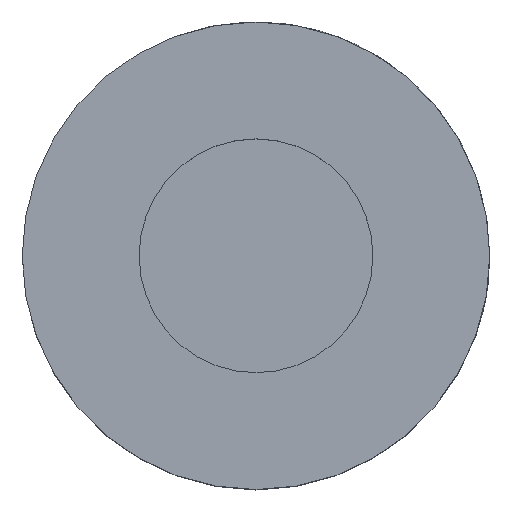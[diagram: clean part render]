
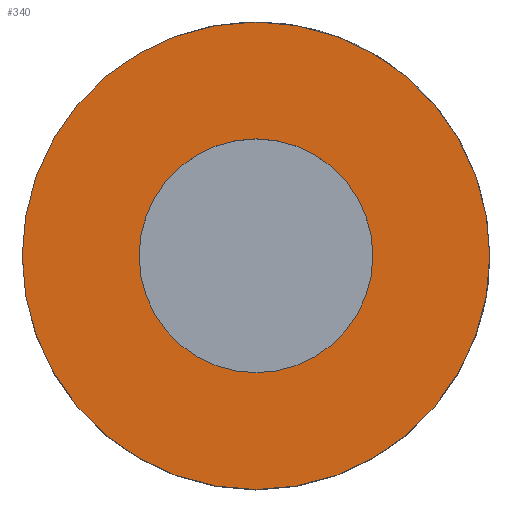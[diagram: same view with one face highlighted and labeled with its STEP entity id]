
A CAD part, top view. The second image highlights one B-rep face of the part: STEP entity #340.
In plain terms, the highlighted planar face has unit normal (0, 0, 1).
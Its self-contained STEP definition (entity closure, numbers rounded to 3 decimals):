
#15 = DIRECTION ( 'NONE',  ( 0., 0., 1. ) ) ;
#32 = DIRECTION ( 'NONE',  ( 0., 0., 1. ) ) ;
#52 = CARTESIAN_POINT ( 'NONE',  ( 0., 0., 3. ) ) ;
#54 = DIRECTION ( 'NONE',  ( 0., 0., 1. ) ) ;
#63 = CARTESIAN_POINT ( 'NONE',  ( 3., 0., 3. ) ) ;
#71 = AXIS2_PLACEMENT_3D ( 'NONE', #393, #54, #314 ) ;
#75 = CIRCLE ( 'NONE', #370, 3. ) ;
#82 = EDGE_CURVE ( 'NONE', #238, #322, #201, .T. ) ;
#91 = CARTESIAN_POINT ( 'NONE',  ( 1.5, 0., 3. ) ) ;
#97 = FACE_BOUND ( 'NONE', #162, .T. ) ;
#130 = CIRCLE ( 'NONE', #443, 3. ) ;
#138 = DIRECTION ( 'NONE',  ( 1., 0., 0. ) ) ;
#162 = EDGE_LOOP ( 'NONE', ( #164, #480 ) ) ;
#164 = ORIENTED_EDGE ( 'NONE', *, *, #82, .F. ) ;
#199 = CARTESIAN_POINT ( 'NONE',  ( -3., 0., 3. ) ) ;
#201 = CIRCLE ( 'NONE', #71, 1.5 ) ;
#215 = EDGE_CURVE ( 'NONE', #322, #238, #376, .T. ) ;
#226 = CARTESIAN_POINT ( 'NONE',  ( 0., 0., 3. ) ) ;
#229 = AXIS2_PLACEMENT_3D ( 'NONE', #360, #15, #138 ) ;
#238 = VERTEX_POINT ( 'NONE', #91 ) ;
#280 = ORIENTED_EDGE ( 'NONE', *, *, #383, .T. ) ;
#289 = CARTESIAN_POINT ( 'NONE',  ( -1.5, 0., 3. ) ) ;
#290 = VERTEX_POINT ( 'NONE', #199 ) ;
#310 = AXIS2_PLACEMENT_3D ( 'NONE', #226, #32, #378 ) ;
#314 = DIRECTION ( 'NONE',  ( 1., 0., 0. ) ) ;
#320 = EDGE_CURVE ( 'NONE', #465, #290, #130, .T. ) ;
#322 = VERTEX_POINT ( 'NONE', #289 ) ;
#325 = PLANE ( 'NONE',  #229 ) ;
#326 = ORIENTED_EDGE ( 'NONE', *, *, #320, .T. ) ;
#335 = CARTESIAN_POINT ( 'NONE',  ( 0., 0., 3. ) ) ;
#340 = ADVANCED_FACE ( 'NONE', ( #97, #454 ), #325, .T. ) ;
#353 = EDGE_LOOP ( 'NONE', ( #280, #326 ) ) ;
#360 = CARTESIAN_POINT ( 'NONE',  ( 0., 0., 3. ) ) ;
#369 = DIRECTION ( 'NONE',  ( 0., 0., 1. ) ) ;
#370 = AXIS2_PLACEMENT_3D ( 'NONE', #335, #369, #439 ) ;
#376 = CIRCLE ( 'NONE', #310, 1.5 ) ;
#378 = DIRECTION ( 'NONE',  ( 1., 0., 0. ) ) ;
#383 = EDGE_CURVE ( 'NONE', #290, #465, #75, .T. ) ;
#393 = CARTESIAN_POINT ( 'NONE',  ( 0., 0., 3. ) ) ;
#423 = DIRECTION ( 'NONE',  ( 0., 0., 1. ) ) ;
#439 = DIRECTION ( 'NONE',  ( 1., 0., 0. ) ) ;
#443 = AXIS2_PLACEMENT_3D ( 'NONE', #52, #423, #476 ) ;
#454 = FACE_OUTER_BOUND ( 'NONE', #353, .T. ) ;
#465 = VERTEX_POINT ( 'NONE', #63 ) ;
#476 = DIRECTION ( 'NONE',  ( 1., 0., 0. ) ) ;
#480 = ORIENTED_EDGE ( 'NONE', *, *, #215, .F. ) ;
